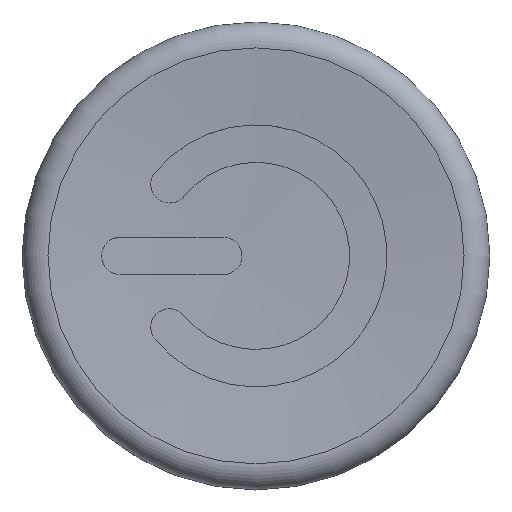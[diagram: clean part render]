
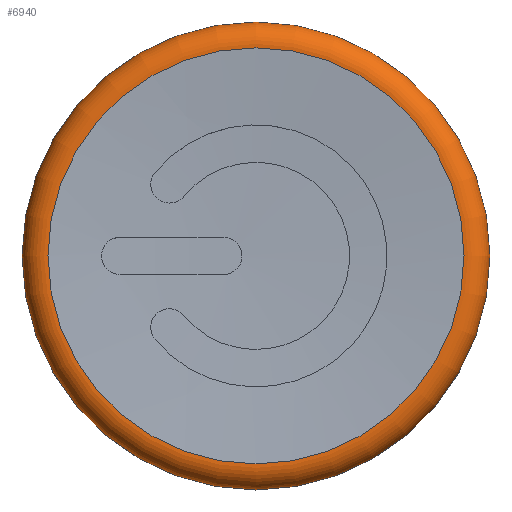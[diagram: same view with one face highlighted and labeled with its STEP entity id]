
A CAD part, top view. The second image highlights one B-rep face of the part: STEP entity #6940.
In plain terms, the highlighted toroidal (fillet/blend) face has major radius 4.5 mm and minor radius 0.5 mm.
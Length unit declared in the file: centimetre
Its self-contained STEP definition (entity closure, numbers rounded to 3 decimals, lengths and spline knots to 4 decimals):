
#47=TOROIDAL_SURFACE('',#7353,0.45,0.05);
#400=FACE_OUTER_BOUND('',#769,.T.);
#769=EDGE_LOOP('',(#4932,#4933,#4934,#4935,#4936));
#1143=CIRCLE('',#7354,0.4447);
#1144=CIRCLE('',#7355,0.05);
#1145=CIRCLE('',#7356,0.5);
#1146=CIRCLE('',#7357,0.5);
#3119=VERTEX_POINT('',#10136);
#3120=VERTEX_POINT('',#10138);
#3121=VERTEX_POINT('',#10140);
#3825=EDGE_CURVE('',#3119,#3119,#1143,.T.);
#3826=EDGE_CURVE('',#3119,#3120,#1144,.T.);
#3827=EDGE_CURVE('',#3120,#3121,#1145,.T.);
#3828=EDGE_CURVE('',#3121,#3120,#1146,.T.);
#4932=ORIENTED_EDGE('',*,*,#3825,.T.);
#4933=ORIENTED_EDGE('',*,*,#3826,.T.);
#4934=ORIENTED_EDGE('',*,*,#3827,.T.);
#4935=ORIENTED_EDGE('',*,*,#3828,.T.);
#4936=ORIENTED_EDGE('',*,*,#3826,.F.);
#6940=ADVANCED_FACE('',(#400),#47,.T.);
#7353=AXIS2_PLACEMENT_3D('',#10135,#8010,#8011);
#7354=AXIS2_PLACEMENT_3D('',#10137,#8012,#8013);
#7355=AXIS2_PLACEMENT_3D('',#10139,#8014,#8015);
#7356=AXIS2_PLACEMENT_3D('',#10141,#8016,#8017);
#7357=AXIS2_PLACEMENT_3D('',#10142,#8018,#8019);
#8010=DIRECTION('center_axis',(0.,0.,
1.));
#8011=DIRECTION('ref_axis',(1.,0.,0.));
#8012=DIRECTION('center_axis',(0.,0.,
-1.));
#8013=DIRECTION('ref_axis',(0.,1.,0.));
#8014=DIRECTION('center_axis',(0.,-1.,0.));
#8015=DIRECTION('ref_axis',(-1.,0.,0.));
#8016=DIRECTION('center_axis',(0.,0.,
1.));
#8017=DIRECTION('ref_axis',(0.,1.,0.));
#8018=DIRECTION('center_axis',(0.,0.,
1.));
#8019=DIRECTION('ref_axis',(0.,1.,0.));
#10135=CARTESIAN_POINT('Origin',(0.,0.,
0.905));
#10136=CARTESIAN_POINT('',(-0.4447,0.,0.9547));
#10137=CARTESIAN_POINT('Origin',(0.,0.,
0.9547));
#10138=CARTESIAN_POINT('',(-0.5,0.,0.905));
#10139=CARTESIAN_POINT('Origin',(-0.45,0.,0.905));
#10140=CARTESIAN_POINT('',(0.,0.5,0.905));
#10141=CARTESIAN_POINT('Origin',(0.,0.,
0.905));
#10142=CARTESIAN_POINT('Origin',(0.,0.,
0.905));
